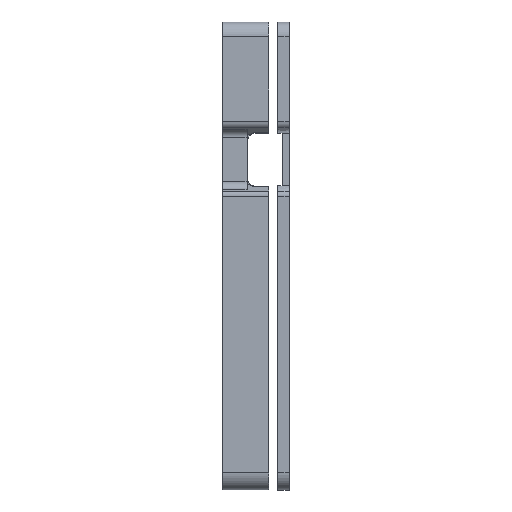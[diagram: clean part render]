
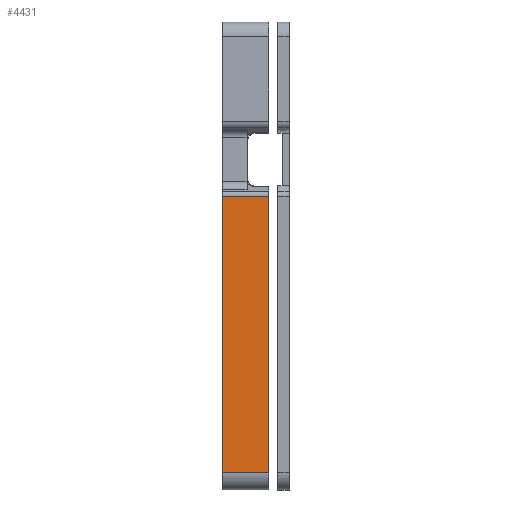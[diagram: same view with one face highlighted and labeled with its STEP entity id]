
A CAD part, left-side view. The second image highlights one B-rep face of the part: STEP entity #4431.
In plain terms, the highlighted planar face has unit normal (-1, 0, 0).
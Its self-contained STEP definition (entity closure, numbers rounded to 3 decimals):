
#1659=ORIENTED_EDGE('',*,*,#2717,.T.);
#1660=ORIENTED_EDGE('',*,*,#2789,.F.);
#1661=ORIENTED_EDGE('',*,*,#2536,.F.);
#1662=ORIENTED_EDGE('',*,*,#2790,.T.);
#2536=EDGE_CURVE('',#3216,#3217,#4659,.T.);
#2717=EDGE_CURVE('',#3373,#3372,#4717,.T.);
#2789=EDGE_CURVE('',#3217,#3372,#5069,.T.);
#2790=EDGE_CURVE('',#3216,#3373,#5070,.T.);
#3216=VERTEX_POINT('',#10198);
#3217=VERTEX_POINT('',#10199);
#3372=VERTEX_POINT('',#10928);
#3373=VERTEX_POINT('',#10933);
#3674=EDGE_LOOP('',(#1659,#1660,#1661,#1662));
#4002=FACE_BOUND('',#3674,.T.);
#4198=PLANE('',#6681);
#4431=ADVANCED_FACE('',(#4002),#4198,.F.);
#4659=B_SPLINE_CURVE_WITH_KNOTS('',3,(#10194,#10195,#10196,#10197),
 .UNSPECIFIED.,.F.,.F.,(4,4),(0.,1.),.PIECEWISE_BEZIER_KNOTS.);
#4717=B_SPLINE_CURVE_WITH_KNOTS('',3,(#10929,#10930,#10931,#10932),
 .UNSPECIFIED.,.F.,.F.,(4,4),(0.,1.),.PIECEWISE_BEZIER_KNOTS.);
#5069=LINE('',#11099,#5507);
#5070=LINE('',#11100,#5508);
#5507=VECTOR('',#7981,1000.);
#5508=VECTOR('',#7982,1000.);
#6681=AXIS2_PLACEMENT_3D('',#11098,#7979,#7980);
#7979=DIRECTION('',(1.,0.,0.));
#7980=DIRECTION('',(0.,0.,-1.));
#7981=DIRECTION('',(0.,-1.,0.));
#7982=DIRECTION('',(0.,-1.,0.));
#10194=CARTESIAN_POINT('',(-74.,10.21,-42.038));
#10195=CARTESIAN_POINT('',(-74.,10.21,-26.084));
#10196=CARTESIAN_POINT('',(-74.,10.21,-10.13));
#10197=CARTESIAN_POINT('',(-74.,10.21,5.823));
#10198=CARTESIAN_POINT('',(-74.,10.21,-42.038));
#10199=CARTESIAN_POINT('',(-74.,10.21,5.823));
#10928=CARTESIAN_POINT('',(-74.,2.21,5.823));
#10929=CARTESIAN_POINT('',(-74.,2.21,-42.038));
#10930=CARTESIAN_POINT('',(-74.,2.21,-26.084));
#10931=CARTESIAN_POINT('',(-74.,2.21,-10.13));
#10932=CARTESIAN_POINT('',(-74.,2.21,5.823));
#10933=CARTESIAN_POINT('',(-74.,2.21,-42.038));
#11098=CARTESIAN_POINT('',(-74.,10.21,-42.038));
#11099=CARTESIAN_POINT('',(-74.,10.21,5.823));
#11100=CARTESIAN_POINT('',(-74.,10.21,-42.038));
